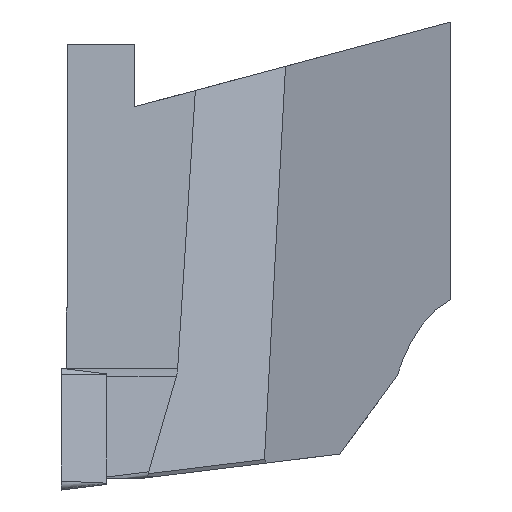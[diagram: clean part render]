
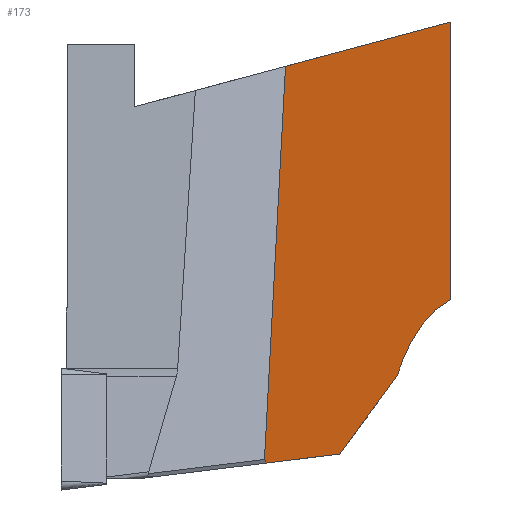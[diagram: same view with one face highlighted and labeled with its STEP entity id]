
A CAD part, left-side view. The second image highlights one B-rep face of the part: STEP entity #173.
In plain terms, the highlighted planar face has unit normal (-0.5, -0.866, 0).
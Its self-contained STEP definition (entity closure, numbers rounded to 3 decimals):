
#173=ADVANCED_FACE('',(#233),#208,.T.);
#208=PLANE('',#763);
#233=FACE_OUTER_BOUND('',#263,.T.);
#263=EDGE_LOOP('',(#331,#332,#333,#334,#335,#336,#337));
#303=ELLIPSE('',#762,18.475,16.);
#331=ORIENTED_EDGE('',*,*,#567,.T.);
#332=ORIENTED_EDGE('',*,*,#568,.T.);
#333=ORIENTED_EDGE('',*,*,#569,.T.);
#334=ORIENTED_EDGE('',*,*,#570,.F.);
#335=ORIENTED_EDGE('',*,*,#571,.F.);
#336=ORIENTED_EDGE('',*,*,#572,.T.);
#337=ORIENTED_EDGE('',*,*,#548,.T.);
#486=VERTEX_POINT('',#996);
#488=VERTEX_POINT('',#999);
#503=VERTEX_POINT('',#1037);
#504=VERTEX_POINT('',#1039);
#505=VERTEX_POINT('',#1041);
#506=VERTEX_POINT('',#1043);
#507=VERTEX_POINT('',#1045);
#548=EDGE_CURVE('',#488,#486,#637,.T.);
#567=EDGE_CURVE('',#486,#503,#653,.T.);
#568=EDGE_CURVE('',#503,#504,#654,.T.);
#569=EDGE_CURVE('',#504,#505,#655,.T.);
#570=EDGE_CURVE('',#506,#505,#656,.T.);
#571=EDGE_CURVE('',#507,#506,#303,.T.);
#572=EDGE_CURVE('',#507,#488,#657,.T.);
#637=LINE('',#998,#696);
#653=LINE('',#1036,#712);
#654=LINE('',#1038,#713);
#655=LINE('',#1040,#714);
#656=LINE('',#1042,#715);
#657=LINE('',#1046,#716);
#696=VECTOR('',#816,1.);
#712=VECTOR('',#846,1.);
#713=VECTOR('',#847,1.);
#714=VECTOR('',#848,1.);
#715=VECTOR('',#849,1.);
#716=VECTOR('',#852,1.);
#762=AXIS2_PLACEMENT_3D('',#1044,#850,#851);
#763=AXIS2_PLACEMENT_3D('',#1047,#853,#854);
#816=DIRECTION('',(-0.858,0.496,-0.133));
#846=DIRECTION('',(-0.092,0.053,-0.994));
#847=DIRECTION('',(0.641,-0.37,-0.672));
#848=DIRECTION('',(0.864,-0.499,0.061));
#849=DIRECTION('',(-0.713,0.412,-0.567));
#850=DIRECTION('',(-0.5,-0.866,0.));
#851=DIRECTION('',(0.866,-0.5,0.));
#852=DIRECTION('',(0.,0.,1.));
#853=DIRECTION('',(-0.5,-0.866,0.));
#854=DIRECTION('',(-0.866,0.5,0.));
#996=CARTESIAN_POINT('',(-39.863,-22.727,4.214));
#998=CARTESIAN_POINT('',(-76.296,-1.693,-1.422));
#999=CARTESIAN_POINT('',(-9.946,-40.,8.842));
#1036=CARTESIAN_POINT('',(-39.724,-22.808,5.717));
#1037=CARTESIAN_POINT('',(-43.666,-20.532,-36.81));
#1038=CARTESIAN_POINT('',(-62.228,-9.815,-17.349));
#1039=CARTESIAN_POINT('',(-43.306,-20.739,-37.187));
#1040=CARTESIAN_POINT('',(-52.509,-15.426,-37.839));
#1041=CARTESIAN_POINT('',(-29.98,-28.433,-36.242));
#1042=CARTESIAN_POINT('',(-55.78,-13.538,-56.744));
#1043=CARTESIAN_POINT('',(-19.653,-34.396,-28.036));
#1044=CARTESIAN_POINT('',(-5.501,-42.566,-35.5));
#1045=CARTESIAN_POINT('',(-9.946,-40.,-20.13));
#1046=CARTESIAN_POINT('',(-9.946,-40.,-39.6));
#1047=CARTESIAN_POINT('',(-43.704,-20.51,6.209));
